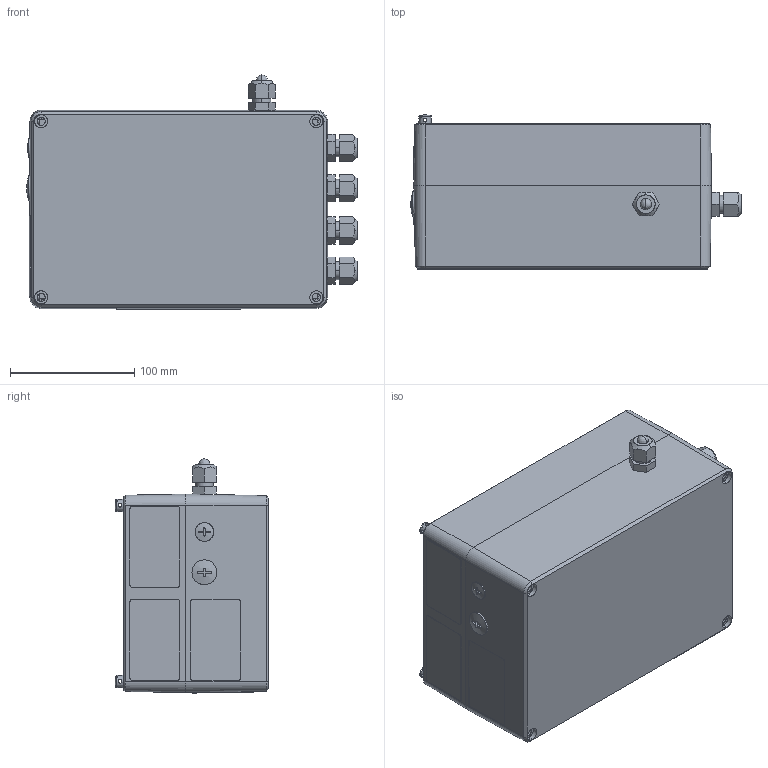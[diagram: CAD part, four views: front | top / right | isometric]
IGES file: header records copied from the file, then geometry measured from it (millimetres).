
Start section: SolidWorks IGES file using analytic representation for surfaces
Global section: file name: MLMAINDISP2_352025.IGS; native system: SolidWorks 2014; preprocessor: SolidWorks 2014; author: LarsenR; date: 150226.105010; units: millimetre
Bounding box: 266.45 x 123.99 x 188.82 mm (x, y, z)
Surface area: 210074.4 mm2 (no closed solid volume)
Topology: 0 solids, 0 shells, 922 faces, 12756 edges, 12749 vertices
Faces by surface type: bspline 764, revolution 158
